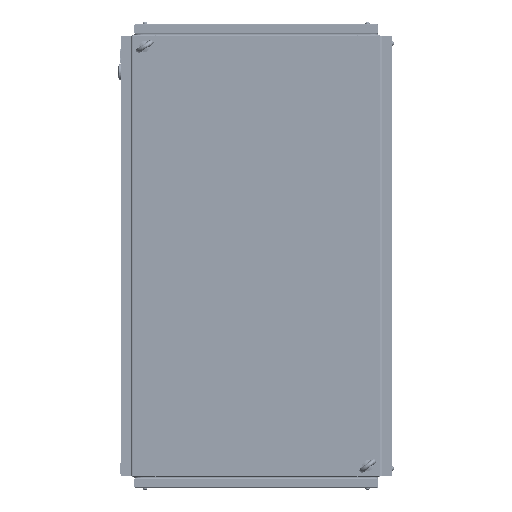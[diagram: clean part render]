
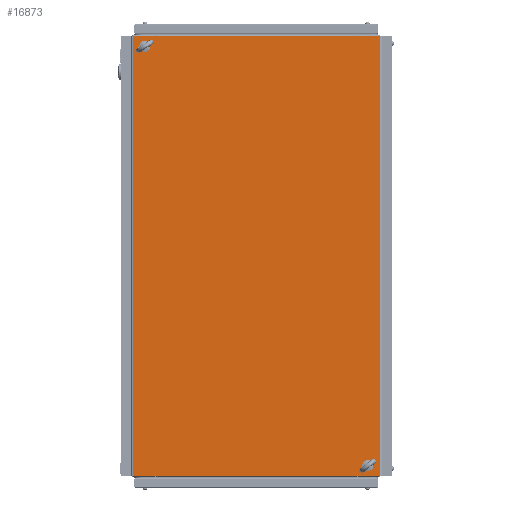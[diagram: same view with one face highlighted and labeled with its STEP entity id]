
A CAD part, front view. The second image highlights one B-rep face of the part: STEP entity #16873.
In plain terms, the highlighted planar face has unit normal (0, -1, 0).
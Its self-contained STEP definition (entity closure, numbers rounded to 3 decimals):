
#593 = AXIS2_PLACEMENT_3D ( 'NONE', #20866, #36379, #58190 ) ;
#1210 = CARTESIAN_POINT ( 'NONE',  ( 19.8, -20., 0. ) ) ;
#1772 = EDGE_CURVE ( 'NONE', #26153, #47234, #12164, .T. ) ;
#2040 = ORIENTED_EDGE ( 'NONE', *, *, #51280, .F. ) ;
#2073 = DIRECTION ( 'NONE',  ( -1., 0., 0. ) ) ;
#2654 = CARTESIAN_POINT ( 'NONE',  ( 43., -20., 779.5 ) ) ;
#5027 = EDGE_CURVE ( 'NONE', #47234, #26153, #6379, .T. ) ;
#6190 = EDGE_CURVE ( 'NONE', #21792, #13344, #10667, .T. ) ;
#6379 = CIRCLE ( 'NONE', #593, 4.5 ) ;
#6918 = FACE_BOUND ( 'NONE', #50041, .T. ) ;
#7514 = DIRECTION ( 'NONE',  ( 0., -1., 0. ) ) ;
#8544 = VECTOR ( 'NONE', #51252, 1000. ) ;
#8766 = DIRECTION ( 'NONE',  ( 0., -1., 0. ) ) ;
#10667 = CIRCLE ( 'NONE', #44339, 4.5 ) ;
#11157 = DIRECTION ( 'NONE',  ( 0., 1., 0. ) ) ;
#11178 = AXIS2_PLACEMENT_3D ( 'NONE', #29503, #34302, #12284 ) ;
#11439 = CARTESIAN_POINT ( 'NONE',  ( 19.8, -20., 799. ) ) ;
#12164 = CIRCLE ( 'NONE', #11178, 4.5 ) ;
#12284 = DIRECTION ( 'NONE',  ( 1., 0., 0. ) ) ;
#13344 = VERTEX_POINT ( 'NONE', #54309 ) ;
#14026 = VERTEX_POINT ( 'NONE', #27436 ) ;
#14390 = VERTEX_POINT ( 'NONE', #41908 ) ;
#16873 = ADVANCED_FACE ( 'NONE', ( #6918, #33739, #28135 ), #34948, .F. ) ;
#18480 = CARTESIAN_POINT ( 'NONE',  ( 20.8, -20., 799. ) ) ;
#18779 = ORIENTED_EDGE ( 'NONE', *, *, #34581, .F. ) ;
#19013 = ORIENTED_EDGE ( 'NONE', *, *, #6190, .F. ) ;
#20727 = EDGE_CURVE ( 'NONE', #33074, #14390, #41543, .T. ) ;
#20866 = CARTESIAN_POINT ( 'NONE',  ( 447., -20., 19.5 ) ) ;
#21136 = AXIS2_PLACEMENT_3D ( 'NONE', #11439, #11157, #2073 ) ;
#21792 = VERTEX_POINT ( 'NONE', #56118 ) ;
#22043 = VERTEX_POINT ( 'NONE', #33075 ) ;
#22380 = AXIS2_PLACEMENT_3D ( 'NONE', #2654, #7514, #57820 ) ;
#22965 = ORIENTED_EDGE ( 'NONE', *, *, #20727, .T. ) ;
#24873 = VECTOR ( 'NONE', #43904, 1000. ) ;
#25594 = EDGE_LOOP ( 'NONE', ( #49033, #40984, #2040, #22965 ) ) ;
#26153 = VERTEX_POINT ( 'NONE', #47031 ) ;
#27175 = DIRECTION ( 'NONE',  ( 1., 0., 0. ) ) ;
#27436 = CARTESIAN_POINT ( 'NONE',  ( 469.2, -20., 799. ) ) ;
#28135 = FACE_OUTER_BOUND ( 'NONE', #25594, .T. ) ;
#29276 = VECTOR ( 'NONE', #56466, 1000. ) ;
#29503 = CARTESIAN_POINT ( 'NONE',  ( 447., -20., 19.5 ) ) ;
#31562 = VECTOR ( 'NONE', #37672, 1000. ) ;
#32981 = LINE ( 'NONE', #43179, #29276 ) ;
#33074 = VERTEX_POINT ( 'NONE', #18480 ) ;
#33075 = CARTESIAN_POINT ( 'NONE',  ( 469.2, -20., 0. ) ) ;
#33233 = EDGE_LOOP ( 'NONE', ( #34549, #55435 ) ) ;
#33739 = FACE_BOUND ( 'NONE', #33233, .T. ) ;
#34089 = LINE ( 'NONE', #1210, #31562 ) ;
#34302 = DIRECTION ( 'NONE',  ( 0., -1., 0. ) ) ;
#34549 = ORIENTED_EDGE ( 'NONE', *, *, #5027, .F. ) ;
#34581 = EDGE_CURVE ( 'NONE', #13344, #21792, #34884, .T. ) ;
#34884 = CIRCLE ( 'NONE', #22380, 4.5 ) ;
#34948 = PLANE ( 'NONE',  #21136 ) ;
#36379 = DIRECTION ( 'NONE',  ( 0., -1., 0. ) ) ;
#37672 = DIRECTION ( 'NONE',  ( 1., 0., 0. ) ) ;
#40952 = CARTESIAN_POINT ( 'NONE',  ( 20.8, -20., 799. ) ) ;
#40984 = ORIENTED_EDGE ( 'NONE', *, *, #58383, .F. ) ;
#41415 = CARTESIAN_POINT ( 'NONE',  ( 451.5, -20., 19.5 ) ) ;
#41543 = LINE ( 'NONE', #40952, #8544 ) ;
#41908 = CARTESIAN_POINT ( 'NONE',  ( 20.8, -20., 0. ) ) ;
#43179 = CARTESIAN_POINT ( 'NONE',  ( 19.8, -20., 799. ) ) ;
#43904 = DIRECTION ( 'NONE',  ( 0., 0., -1. ) ) ;
#44339 = AXIS2_PLACEMENT_3D ( 'NONE', #46097, #8766, #27175 ) ;
#46097 = CARTESIAN_POINT ( 'NONE',  ( 43., -20., 779.5 ) ) ;
#47031 = CARTESIAN_POINT ( 'NONE',  ( 442.5, -20., 19.5 ) ) ;
#47234 = VERTEX_POINT ( 'NONE', #41415 ) ;
#48777 = CARTESIAN_POINT ( 'NONE',  ( 469.2, -20., 799. ) ) ;
#49033 = ORIENTED_EDGE ( 'NONE', *, *, #57839, .T. ) ;
#50041 = EDGE_LOOP ( 'NONE', ( #18779, #19013 ) ) ;
#51252 = DIRECTION ( 'NONE',  ( 0., 0., -1. ) ) ;
#51280 = EDGE_CURVE ( 'NONE', #33074, #14026, #32981, .T. ) ;
#52985 = LINE ( 'NONE', #48777, #24873 ) ;
#54309 = CARTESIAN_POINT ( 'NONE',  ( 47.5, -20., 779.5 ) ) ;
#55435 = ORIENTED_EDGE ( 'NONE', *, *, #1772, .F. ) ;
#56118 = CARTESIAN_POINT ( 'NONE',  ( 38.5, -20., 779.5 ) ) ;
#56466 = DIRECTION ( 'NONE',  ( 1., 0., 0. ) ) ;
#57820 = DIRECTION ( 'NONE',  ( 1., 0., 0. ) ) ;
#57839 = EDGE_CURVE ( 'NONE', #14390, #22043, #34089, .T. ) ;
#58190 = DIRECTION ( 'NONE',  ( 1., 0., 0. ) ) ;
#58383 = EDGE_CURVE ( 'NONE', #14026, #22043, #52985, .T. ) ;
